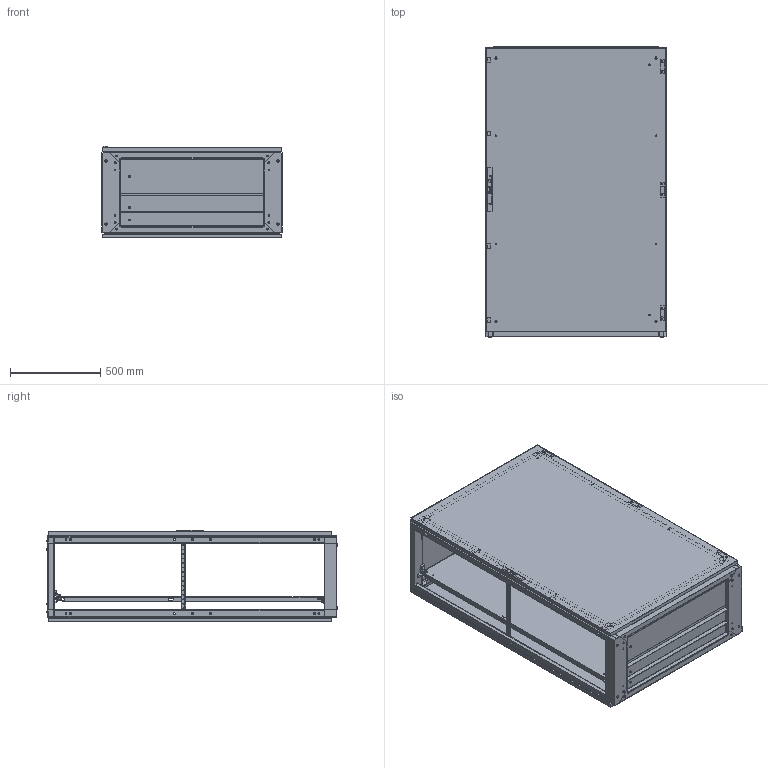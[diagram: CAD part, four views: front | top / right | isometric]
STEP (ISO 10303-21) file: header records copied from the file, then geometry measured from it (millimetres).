
FILE_DESCRIPTION (( 'STEP AP214' ), '1' );
FILE_NAME ('0375-1016-50-10.STEP', '2015-05-05T07:24:53', ( '' ), ( '' ), 'SwSTEP 2.0', 'SolidWorks 2014', '' );
FILE_SCHEMA (( 'AUTOMOTIVE_DESIGN' ));
Length unit declared in the file: millimetre
Products named in the file (19): Tiefenstrebe 0396 (Modell) T 500; Bodenplatte vorne 0395 (Modell) B 1000 T 500; Bodenplatte mitte 0395 (Modell) B 1000 T 500; Bodenplatte hinten 0395 (Modell) B 1000; Rueckwand 0395 (Modell) B 1000 H 1600; Dachplatte 0395 (Modell) B 1000 T 500; Schrankgrundgestell 0395 (Modell) B 1000 H 1600 T 500; Strebe rechts vorne-hinten 0395 (Modell) H 1600; Tuere 0395 (Modell) B 1000 H 1600; Strebe links vorne-hinten 0395 (Modell) H 1600; Montageplatte kpl 0348 (Modell) B 1000 H 1600; Dach 0395 (Modell) B 1000 T 500; Arretierwinkel kpl rechts (Modell) 1000; Bodenblech 0395 (Modell) B 1000 T 500; Arretierwinkel kpl links (Modell) 1000; Rasthalterung kpl rechts (Modell) 1000; 0375-1016-50-10; Rasthalterung kpl links (Modell) 1000; Montageplatte 0348 (Modell) B 1000 H 1600
Assembly tree (21 placements, depth 3):
  0375-1016-50-10
    Schrankgrundgestell 0395 (Modell) B 1000 H 1600 T 500
      Bodenblech 0395 (Modell) B 1000 T 500
      Dach 0395 (Modell) B 1000 T 500
      Strebe links vorne-hinten 0395 (Modell) H 1600  x2
      Strebe rechts vorne-hinten 0395 (Modell) H 1600  x2
    Dachplatte 0395 (Modell) B 1000 T 500
    Rueckwand 0395 (Modell) B 1000 H 1600
    Bodenplatte hinten 0395 (Modell) B 1000
    Bodenplatte mitte 0395 (Modell) B 1000 T 500
    Bodenplatte vorne 0395 (Modell) B 1000 T 500
    Tiefenstrebe 0396 (Modell) T 500  x2
    Montageplatte kpl 0348 (Modell) B 1000 H 1600
      Montageplatte 0348 (Modell) B 1000 H 1600
      Rasthalterung kpl links (Modell) 1000
      Rasthalterung kpl rechts (Modell) 1000
      Arretierwinkel kpl links (Modell) 1000
      Arretierwinkel kpl rechts (Modell) 1000
    Tuere 0395 (Modell) B 1000 H 1600
Bounding box: 1000 x 1607.6 x 508.5 mm (x, y, z)
Volume: 16688842.8 mm3; surface area: 15991264.5 mm2
Topology: 31 solids, 33 shells, 3164 faces, 8431 edges, 5570 vertices
Faces by surface type: plane 1665, cylinder 1397, cone 102
Entity records: 115213 total; most frequent: DIRECTION 16368, CARTESIAN_POINT 16136, ORIENTED_EDGE 15552, EDGE_CURVE 7776, AXIS2_PLACEMENT_3D 5704, VERTEX_POINT 5136, VECTOR 4960, LINE 4960
